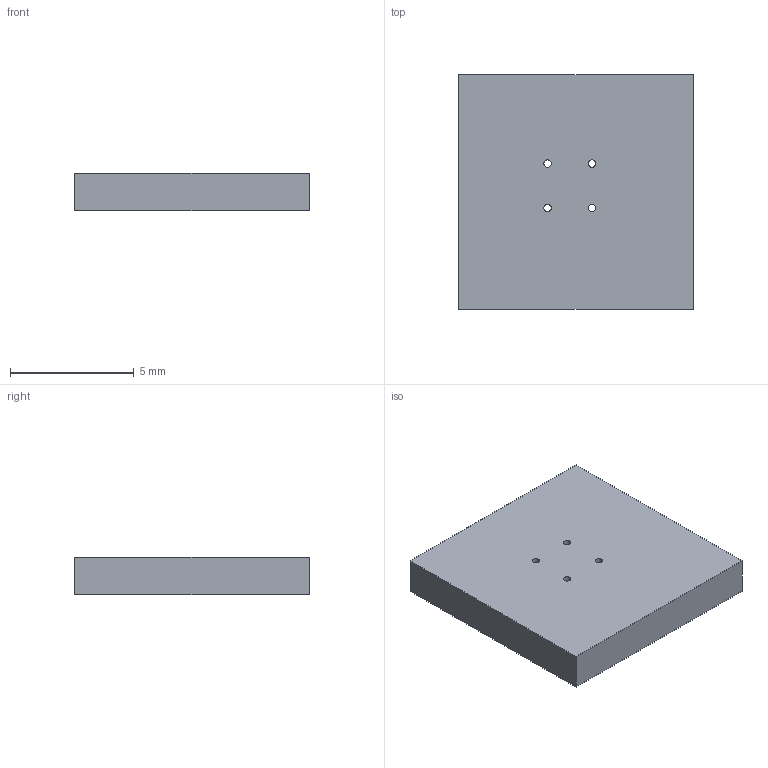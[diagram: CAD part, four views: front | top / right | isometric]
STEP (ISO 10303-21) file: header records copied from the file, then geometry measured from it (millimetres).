
FILE_DESCRIPTION(('KiCad electronic assembly'),'2;1');
FILE_NAME('projekt1.step','2025-06-29T18:22:12',('Pcbnew'),('Kicad'), 'Open CASCADE STEP processor 7.8','KiCad to STEP converter','Unknown' );
FILE_SCHEMA(('AUTOMOTIVE_DESIGN { 1 0 10303 214 1 1 1 1 }'));
Length unit declared in the file: millimetre
Products named in the file (2): projekt1 1; projekt1_PCB
Assembly tree (1 placements, depth 2):
  projekt1 1
    projekt1_PCB
Bounding box: 9.5 x 9.5 x 1.51 mm (x, y, z)
Volume: 135.9 mm3; surface area: 243 mm2
Topology: 1 solids, 1 shells, 10 faces, 24 edges, 16 vertices
Faces by surface type: plane 6, cylinder 4
Full cylindrical faces by diameter (mm): 0.3 x4
Entity records: 349 total; most frequent: DIRECTION 56, CARTESIAN_POINT 52, ORIENTED_EDGE 48, EDGE_CURVE 24, AXIS2_PLACEMENT_3D 20, FACE_BOUND 18, EDGE_LOOP 18, VERTEX_POINT 16
